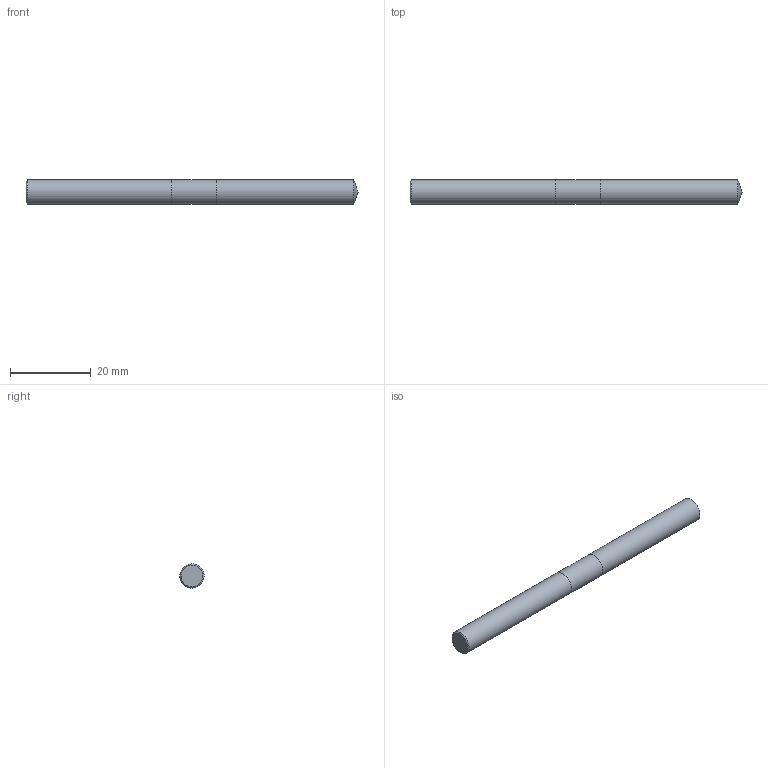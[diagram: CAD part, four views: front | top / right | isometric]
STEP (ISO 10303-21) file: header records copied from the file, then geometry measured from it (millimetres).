
FILE_DESCRIPTION(('STEP'), '1');
FILE_NAME('CAD_122635_6.stp', '2022-05-12T15:44:25', (''), (''), 'HarmonyWare STEP v2.1.2-dev Express v3.0.0.0', '', '');
FILE_SCHEMA(('AUTOMOTIVE_DESIGN'));
Length unit declared in the file: millimetre
Products named in the file (1): NONE
Bounding box: 82 x 6 x 6 mm (x, y, z)
Volume: 2306.9 mm3; surface area: 1639.3 mm2
Topology: 2 solids, 2 shells, 8 faces, 12 edges, 7 vertices
Faces by surface type: bspline 8
Entity records: 280 total; most frequent: CARTESIAN_POINT 173, ORIENTED_EDGE 22, EDGE_CURVE 11, ADVANCED_FACE 8, FACE_OUTER_BOUND 8, EDGE_LOOP 8, VERTEX_POINT 7, B_SPLINE_CURVE_WITH_KNOTS 5
